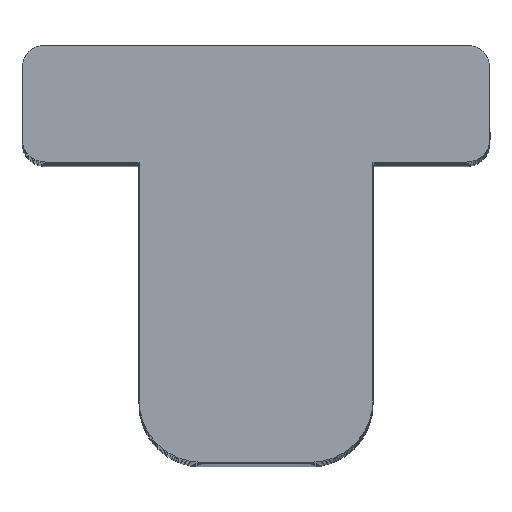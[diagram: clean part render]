
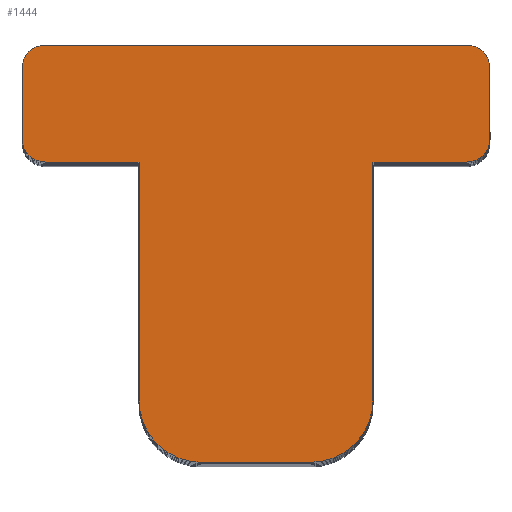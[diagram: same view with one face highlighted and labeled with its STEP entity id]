
A CAD part, top view. The second image highlights one B-rep face of the part: STEP entity #1444.
In plain terms, the highlighted planar face has unit normal (0, 0, 1).
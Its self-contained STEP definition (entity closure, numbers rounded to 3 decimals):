
#162=CIRCLE('',#1521,0.8);
#163=CIRCLE('',#1522,0.8);
#164=CIRCLE('',#1523,0.3);
#165=CIRCLE('',#1524,0.3);
#166=CIRCLE('',#1525,0.3);
#167=CIRCLE('',#1526,0.3);
#226=VERTEX_POINT('',#2030);
#229=VERTEX_POINT('',#2035);
#230=VERTEX_POINT('',#2039);
#231=VERTEX_POINT('',#2040);
#235=VERTEX_POINT('',#2049);
#236=VERTEX_POINT('',#2051);
#239=VERTEX_POINT('',#2061);
#240=VERTEX_POINT('',#2063);
#242=VERTEX_POINT('',#2069);
#243=VERTEX_POINT('',#2070);
#246=VERTEX_POINT('',#2078);
#247=VERTEX_POINT('',#2080);
#248=VERTEX_POINT('',#2082);
#249=VERTEX_POINT('',#2085);
#365=VECTOR('',#1660,1.);
#366=VECTOR('',#1662,1.);
#371=VECTOR('',#1668,1.);
#377=VECTOR('',#1676,1.);
#380=VECTOR('',#1680,1.);
#384=VECTOR('',#1685,1.);
#385=VECTOR('',#1688,1.);
#386=VECTOR('',#1691,1.);
#521=LINE('',#2036,#365);
#522=LINE('',#2038,#366);
#527=LINE('',#2050,#371);
#533=LINE('',#2062,#377);
#536=LINE('',#2068,#380);
#540=LINE('',#2077,#384);
#541=LINE('',#2081,#385);
#542=LINE('',#2084,#386);
#677=EDGE_CURVE('',#229,#226,#521,.T.);
#678=EDGE_CURVE('',#230,#231,#522,.T.);
#683=EDGE_CURVE('',#236,#235,#527,.T.);
#689=EDGE_CURVE('',#240,#239,#533,.T.);
#692=EDGE_CURVE('',#242,#243,#536,.T.);
#696=EDGE_CURVE('',#229,#246,#540,.T.);
#697=EDGE_CURVE('',#246,#247,#162,.T.);
#698=EDGE_CURVE('',#247,#248,#541,.T.);
#699=EDGE_CURVE('',#231,#248,#163,.T.);
#700=EDGE_CURVE('',#249,#230,#542,.T.);
#701=EDGE_CURVE('',#249,#240,#164,.T.);
#702=EDGE_CURVE('',#239,#236,#165,.T.);
#703=EDGE_CURVE('',#235,#242,#166,.T.);
#704=EDGE_CURVE('',#226,#243,#167,.T.);
#902=ORIENTED_EDGE('',*,*,#696,.T.);
#903=ORIENTED_EDGE('',*,*,#697,.T.);
#904=ORIENTED_EDGE('',*,*,#698,.T.);
#905=ORIENTED_EDGE('',*,*,#699,.F.);
#906=ORIENTED_EDGE('',*,*,#678,.F.);
#907=ORIENTED_EDGE('',*,*,#700,.F.);
#908=ORIENTED_EDGE('',*,*,#701,.T.);
#909=ORIENTED_EDGE('',*,*,#689,.T.);
#910=ORIENTED_EDGE('',*,*,#702,.T.);
#911=ORIENTED_EDGE('',*,*,#683,.T.);
#912=ORIENTED_EDGE('',*,*,#703,.T.);
#913=ORIENTED_EDGE('',*,*,#692,.T.);
#914=ORIENTED_EDGE('',*,*,#704,.F.);
#915=ORIENTED_EDGE('',*,*,#677,.F.);
#1280=EDGE_LOOP('',(#902,#903,#904,#905,#906,#907,#908,#909,#910,#911,#912,
#913,#914,#915));
#1362=FACE_BOUND('',#1280,.T.);
#1444=ADVANCED_FACE('',(#1362),#2420,.T.);
#1520=AXIS2_PLACEMENT_3D('',#2076,#1684,$);
#1521=AXIS2_PLACEMENT_3D('',#2079,#1686,#1687);
#1522=AXIS2_PLACEMENT_3D('',#2083,#1689,#1690);
#1523=AXIS2_PLACEMENT_3D('',#2086,#1692,#1693);
#1524=AXIS2_PLACEMENT_3D('',#2087,#1694,#1695);
#1525=AXIS2_PLACEMENT_3D('',#2088,#1696,#1697);
#1526=AXIS2_PLACEMENT_3D('',#2089,#1698,#1699);
#1660=DIRECTION('',(1.,0.,0.));
#1662=DIRECTION('',(0.,1.,0.));
#1668=DIRECTION('',(1.,0.,0.));
#1676=DIRECTION('',(0.,-1.,0.));
#1680=DIRECTION('',(0.,1.,0.));
#1684=DIRECTION('',(0.,0.,1.));
#1685=DIRECTION('',(0.,1.,0.));
#1686=DIRECTION('',(0.,0.,1.));
#1687=DIRECTION('',(0.8,0.,0.));
#1688=DIRECTION('',(-1.,0.,0.));
#1689=DIRECTION('',(0.,0.,-1.));
#1690=DIRECTION('',(-0.8,0.,0.));
#1691=DIRECTION('',(1.,0.,0.));
#1692=DIRECTION('',(0.,0.,1.));
#1693=DIRECTION('',(0.3,0.,0.));
#1694=DIRECTION('',(0.,0.,1.));
#1695=DIRECTION('',(0.3,0.,0.));
#1696=DIRECTION('',(0.,0.,1.));
#1697=DIRECTION('',(0.3,0.,0.));
#1698=DIRECTION('',(0.,0.,-1.));
#1699=DIRECTION('',(-0.3,0.,0.));
#2030=CARTESIAN_POINT('',(-11.028,92.439,107.85));
#2035=CARTESIAN_POINT('',(-12.228,92.439,107.85));
#2036=CARTESIAN_POINT('',(-12.228,92.439,107.85));
#2038=CARTESIAN_POINT('',(-15.228,92.439,107.85));
#2039=CARTESIAN_POINT('',(-15.228,92.439,107.85));
#2040=CARTESIAN_POINT('',(-15.228,95.489,107.85));
#2049=CARTESIAN_POINT('',(-11.028,90.939,107.85));
#2050=CARTESIAN_POINT('',(-16.428,90.939,107.85));
#2051=CARTESIAN_POINT('',(-16.428,90.939,107.85));
#2061=CARTESIAN_POINT('',(-16.728,91.239,107.85));
#2062=CARTESIAN_POINT('',(-16.728,92.139,107.85));
#2063=CARTESIAN_POINT('',(-16.728,92.139,107.85));
#2068=CARTESIAN_POINT('',(-10.728,91.239,107.85));
#2069=CARTESIAN_POINT('',(-10.728,91.239,107.85));
#2070=CARTESIAN_POINT('',(-10.728,92.139,107.85));
#2076=CARTESIAN_POINT('',(-50.5,144.315,107.85));
#2077=CARTESIAN_POINT('',(-12.228,92.439,107.85));
#2078=CARTESIAN_POINT('',(-12.228,95.489,107.85));
#2079=CARTESIAN_POINT('',(-13.028,95.489,107.85));
#2080=CARTESIAN_POINT('',(-13.028,96.289,107.85));
#2081=CARTESIAN_POINT('',(-13.028,96.289,107.85));
#2082=CARTESIAN_POINT('',(-14.428,96.289,107.85));
#2083=CARTESIAN_POINT('',(-14.428,95.489,107.85));
#2084=CARTESIAN_POINT('',(-16.428,92.439,107.85));
#2085=CARTESIAN_POINT('',(-16.428,92.439,107.85));
#2086=CARTESIAN_POINT('',(-16.428,92.139,107.85));
#2087=CARTESIAN_POINT('',(-16.428,91.239,107.85));
#2088=CARTESIAN_POINT('',(-11.028,91.239,107.85));
#2089=CARTESIAN_POINT('',(-11.028,92.139,107.85));
#2420=PLANE('',#1520);
